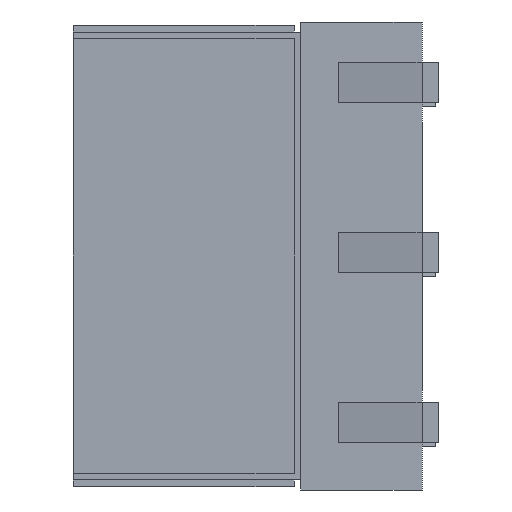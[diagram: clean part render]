
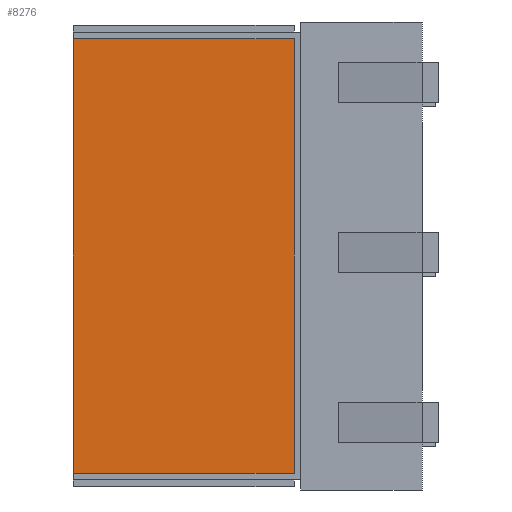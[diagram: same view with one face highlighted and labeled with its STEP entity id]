
A CAD part, left-side view. The second image highlights one B-rep face of the part: STEP entity #8276.
In plain terms, the highlighted planar face has unit normal (-1, 0, 0).
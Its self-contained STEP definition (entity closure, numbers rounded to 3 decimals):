
#2 = FACE_OUTER_BOUND ( 'NONE', #8889, .T. ) ;
#1327 = LINE ( 'NONE', #1350, #4372 ) ;
#1350 = CARTESIAN_POINT ( 'NONE',  ( -3.25, 1.91, -3.245 ) ) ;
#1909 = LINE ( 'NONE', #10214, #7427 ) ;
#2212 = VERTEX_POINT ( 'NONE', #8844 ) ;
#2398 = ORIENTED_EDGE ( 'NONE', *, *, #8380, .T. ) ;
#2444 = CARTESIAN_POINT ( 'NONE',  ( -3.25, 1.91, -3.245 ) ) ;
#2575 = EDGE_CURVE ( 'NONE', #2212, #3764, #1909, .T. ) ;
#2946 = AXIS2_PLACEMENT_3D ( 'NONE', #7653, #11272, #4038 ) ;
#3414 = EDGE_CURVE ( 'NONE', #2212, #5413, #8344, .T. ) ;
#3435 = CARTESIAN_POINT ( 'NONE',  ( -3.25, 1.91, 3.245 ) ) ;
#3764 = VERTEX_POINT ( 'NONE', #2444 ) ;
#4038 = DIRECTION ( 'NONE',  ( 0., 0., 1. ) ) ;
#4237 = EDGE_CURVE ( 'NONE', #5672, #5413, #10192, .T. ) ;
#4372 = VECTOR ( 'NONE', #8786, 1000. ) ;
#4924 = CARTESIAN_POINT ( 'NONE',  ( -3.25, 1.91, 3.245 ) ) ;
#5413 = VERTEX_POINT ( 'NONE', #11383 ) ;
#5672 = VERTEX_POINT ( 'NONE', #3435 ) ;
#5853 = ORIENTED_EDGE ( 'NONE', *, *, #3414, .F. ) ;
#6888 = VECTOR ( 'NONE', #9246, 1000. ) ;
#7427 = VECTOR ( 'NONE', #12043, 1000. ) ;
#7653 = CARTESIAN_POINT ( 'NONE',  ( -3.25, 1.91, -3.245 ) ) ;
#7737 = ORIENTED_EDGE ( 'NONE', *, *, #2575, .T. ) ;
#8276 = ADVANCED_FACE ( 'NONE', ( #2 ), #10449, .T. ) ;
#8344 = LINE ( 'NONE', #8991, #6888 ) ;
#8380 = EDGE_CURVE ( 'NONE', #3764, #5672, #1327, .T. ) ;
#8659 = DIRECTION ( 'NONE',  ( 0., 1., 0. ) ) ;
#8786 = DIRECTION ( 'NONE',  ( 0., 0., 1. ) ) ;
#8844 = CARTESIAN_POINT ( 'NONE',  ( -3.25, 5.21, -3.245 ) ) ;
#8889 = EDGE_LOOP ( 'NONE', ( #9903, #5853, #7737, #2398 ) ) ;
#8991 = CARTESIAN_POINT ( 'NONE',  ( -3.25, 5.21, 3.495 ) ) ;
#9246 = DIRECTION ( 'NONE',  ( 0., 0., 1. ) ) ;
#9608 = VECTOR ( 'NONE', #8659, 1000. ) ;
#9903 = ORIENTED_EDGE ( 'NONE', *, *, #4237, .T. ) ;
#10192 = LINE ( 'NONE', #4924, #9608 ) ;
#10214 = CARTESIAN_POINT ( 'NONE',  ( -3.25, 1.91, -3.245 ) ) ;
#10449 = PLANE ( 'NONE',  #2946 ) ;
#11272 = DIRECTION ( 'NONE',  ( -1., 0., 0. ) ) ;
#11383 = CARTESIAN_POINT ( 'NONE',  ( -3.25, 5.21, 3.245 ) ) ;
#12043 = DIRECTION ( 'NONE',  ( 0., -1., 0. ) ) ;
